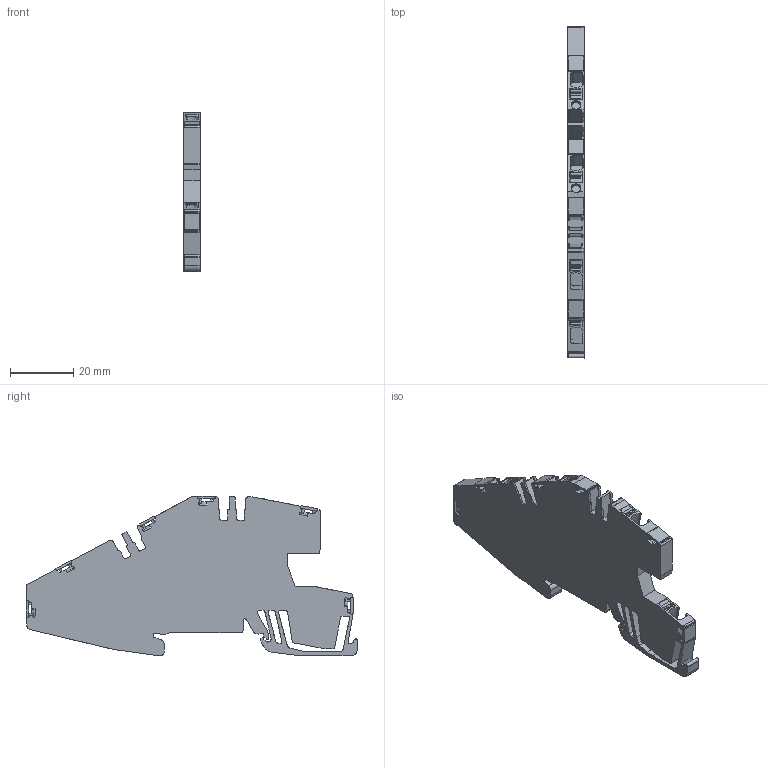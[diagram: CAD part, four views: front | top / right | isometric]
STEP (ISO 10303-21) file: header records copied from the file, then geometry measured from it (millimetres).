
FILE_DESCRIPTION(('CATIA V5 STEP Exchange','CAx-IF Rec.Pracs.--- Model Styling and Organization---1.4--- 2014-01-23'),'2;1');
FILE_NAME ('1307398-1_0', '2022-01-24T09:28:20+00:00', ('none'), ('Weidmueller'), 'CATIA Version 5-6 Release 2016 SP3 HF44', 'CATIA V5 STEP AP214', 'none');
FILE_SCHEMA(('AUTOMOTIVE_DESIGN { 1 0 10303 214 1 1 1 1 }'));
Length unit declared in the file: millimetre
Products named in the file (1): 2782590000_S
Bounding box: 5.1 x 104.83 x 50.43 mm (x, y, z)
Volume: 16352.5 mm3; surface area: 10662.1 mm2
Topology: 11 solids, 11 shells, 959 faces, 2747 edges, 1827 vertices
Faces by surface type: plane 453, cylinder 334, extrusion 168, cone 4
Entity records: 33808 total; most frequent: CARTESIAN_POINT 8708, ORIENTED_EDGE 5494, DIRECTION 3989, EDGE_CURVE 2747, VECTOR 2044, LINE 1876, VERTEX_POINT 1827, AXIS2_PLACEMENT_3D 1251
